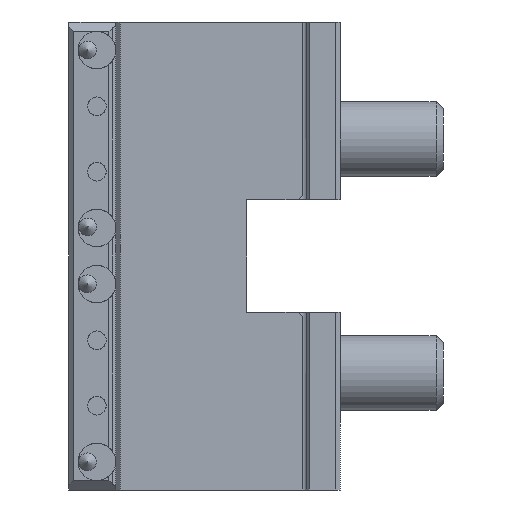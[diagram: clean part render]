
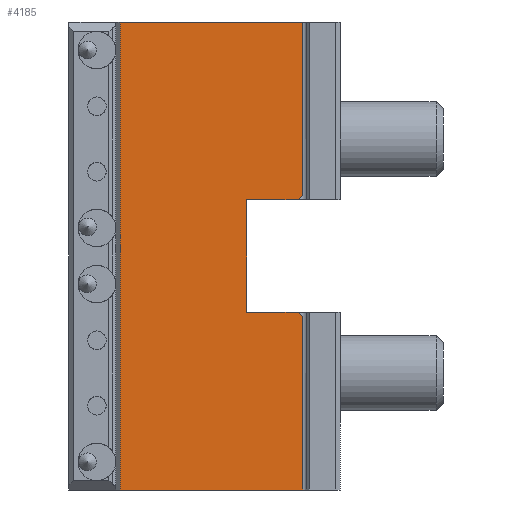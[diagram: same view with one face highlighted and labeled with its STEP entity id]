
A CAD part, left-side view. The second image highlights one B-rep face of the part: STEP entity #4185.
In plain terms, the highlighted planar face has unit normal (-1, 0, 0).
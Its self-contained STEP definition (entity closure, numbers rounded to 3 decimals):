
#3331=CARTESIAN_POINT('',(-20.,-22.,0.0));
#3332=VERTEX_POINT('',#3331);
#3339=CARTESIAN_POINT('',(-20.,-2.5,0.0));
#3340=VERTEX_POINT('',#3339);
#3341=CARTESIAN_POINT('',(-20.,-2.5,0.0));
#3342=DIRECTION('',(0.0,-1.0,0.0));
#3343=VECTOR('',#3342,19.5);
#3344=LINE('',#3341,#3343);
#3345=EDGE_CURVE('',#3340,#3332,#3344,.T.);
#3798=CARTESIAN_POINT('',(-20.,-2.5,50.0));
#3799=VERTEX_POINT('',#3798);
#3806=CARTESIAN_POINT('',(-20.,-22.,50.0));
#3807=VERTEX_POINT('',#3806);
#3808=CARTESIAN_POINT('',(-20.,-22.,50.0));
#3809=DIRECTION('',(0.0,1.0,0.0));
#3810=VECTOR('',#3809,19.5);
#3811=LINE('',#3808,#3810);
#3812=EDGE_CURVE('',#3807,#3799,#3811,.T.);
#4004=CARTESIAN_POINT('',(-20.,-2.5,0.0));
#4005=DIRECTION('',(0.0,0.0,1.0));
#4006=VECTOR('',#4005,50.0);
#4007=LINE('',#4004,#4006);
#4008=EDGE_CURVE('',#3340,#3799,#4007,.T.);
#4121=CARTESIAN_POINT('',(-20.,-22.,0.0));
#4122=DIRECTION('',(-1.0,0.0,0.0));
#4123=DIRECTION('',(0.0,0.0,1.0));
#4124=AXIS2_PLACEMENT_3D('',#4121,#4122,#4123);
#4125=PLANE('',#4124);
#4126=ORIENTED_EDGE('',*,*,#4008,.F.);
#4127=ORIENTED_EDGE('',*,*,#3345,.T.);
#4128=CARTESIAN_POINT('',(-20.,-22.,18.5));
#4129=VERTEX_POINT('',#4128);
#4130=CARTESIAN_POINT('',(-20.,-22.,0.0));
#4131=DIRECTION('',(0.0,0.0,1.0));
#4132=VECTOR('',#4131,18.5);
#4133=LINE('',#4130,#4132);
#4134=EDGE_CURVE('',#3332,#4129,#4133,.T.);
#4135=ORIENTED_EDGE('',*,*,#4134,.T.);
#4136=CARTESIAN_POINT('',(-20.,-21.5,19.0));
#4137=VERTEX_POINT('',#4136);
#4138=CARTESIAN_POINT('',(-20.,-21.5,19.0));
#4139=DIRECTION('',(0.0,-0.707,-0.707));
#4140=VECTOR('',#4139,0.707);
#4141=LINE('',#4138,#4140);
#4142=EDGE_CURVE('',#4137,#4129,#4141,.T.);
#4143=ORIENTED_EDGE('',*,*,#4142,.F.);
#4144=CARTESIAN_POINT('',(-20.,-16.,19.0));
#4145=VERTEX_POINT('',#4144);
#4146=CARTESIAN_POINT('',(-20.,-21.5,19.0));
#4147=DIRECTION('',(0.0,1.0,0.0));
#4148=VECTOR('',#4147,5.5);
#4149=LINE('',#4146,#4148);
#4150=EDGE_CURVE('',#4137,#4145,#4149,.T.);
#4151=ORIENTED_EDGE('',*,*,#4150,.T.);
#4152=CARTESIAN_POINT('',(-20.,-16.,31.));
#4153=VERTEX_POINT('',#4152);
#4154=CARTESIAN_POINT('',(-20.,-16.,19.0));
#4155=DIRECTION('',(0.0,0.0,1.0));
#4156=VECTOR('',#4155,12.);
#4157=LINE('',#4154,#4156);
#4158=EDGE_CURVE('',#4145,#4153,#4157,.T.);
#4159=ORIENTED_EDGE('',*,*,#4158,.T.);
#4160=CARTESIAN_POINT('',(-20.,-21.5,31.));
#4161=VERTEX_POINT('',#4160);
#4162=CARTESIAN_POINT('',(-20.,-16.,31.));
#4163=DIRECTION('',(0.0,-1.0,0.0));
#4164=VECTOR('',#4163,5.5);
#4165=LINE('',#4162,#4164);
#4166=EDGE_CURVE('',#4153,#4161,#4165,.T.);
#4167=ORIENTED_EDGE('',*,*,#4166,.T.);
#4168=CARTESIAN_POINT('',(-20.,-22.,31.5));
#4169=VERTEX_POINT('',#4168);
#4170=CARTESIAN_POINT('',(-20.,-22.0,31.5));
#4171=DIRECTION('',(0.0,0.707,-0.707));
#4172=VECTOR('',#4171,0.707);
#4173=LINE('',#4170,#4172);
#4174=EDGE_CURVE('',#4169,#4161,#4173,.T.);
#4175=ORIENTED_EDGE('',*,*,#4174,.F.);
#4176=CARTESIAN_POINT('',(-20.,-22.,31.5));
#4177=DIRECTION('',(0.0,0.0,1.0));
#4178=VECTOR('',#4177,18.5);
#4179=LINE('',#4176,#4178);
#4180=EDGE_CURVE('',#4169,#3807,#4179,.T.);
#4181=ORIENTED_EDGE('',*,*,#4180,.T.);
#4182=ORIENTED_EDGE('',*,*,#3812,.T.);
#4183=EDGE_LOOP('',(#4126,#4127,#4135,#4143,#4151,#4159,#4167,#4175,#4181,#4182));
#4184=FACE_OUTER_BOUND('',#4183,.T.);
#4185=ADVANCED_FACE('',(#4184),#4125,.T.);
